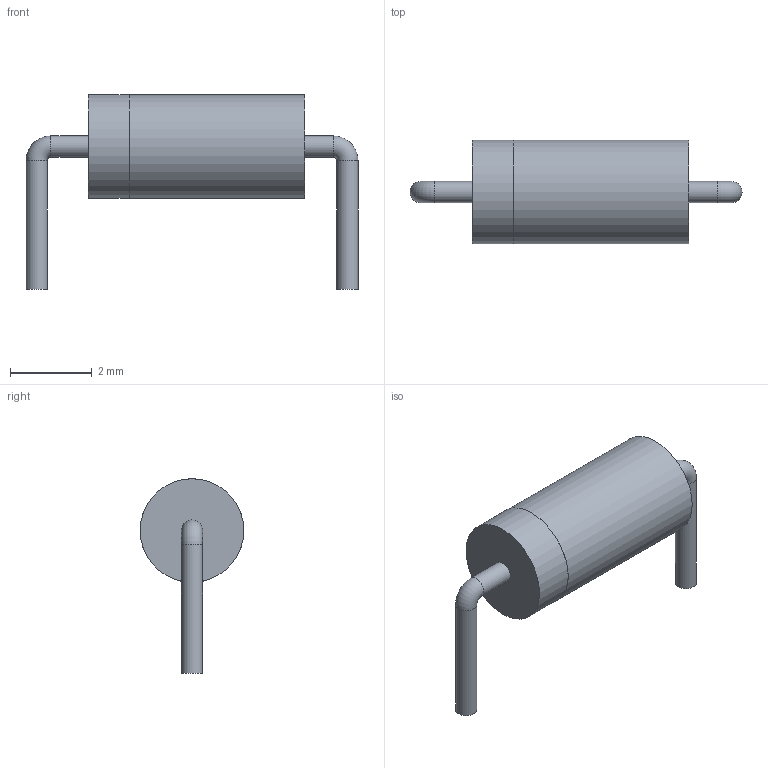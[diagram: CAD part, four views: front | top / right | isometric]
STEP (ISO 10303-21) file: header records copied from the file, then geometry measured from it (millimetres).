
FILE_DESCRIPTION(('FreeCAD Model'),'2;1');
FILE_NAME('Open CASCADE Shape Model','2022-02-12T10:33:31',('Author'),( ''),'Open CASCADE STEP processor 7.5','FreeCAD','Unknown');
FILE_SCHEMA(('AUTOMOTIVE_DESIGN { 1 0 10303 214 1 1 1 1 }'));
Length unit declared in the file: millimetre
Products named in the file (3): Sans_nom; Sweep; Pad001
Assembly tree (2 placements, depth 2):
  Sans_nom
    Sweep
    Pad001
Bounding box: 8.14 x 2.54 x 4.77 mm (x, y, z)
Volume: 29.9 mm3; surface area: 76.3 mm2
Topology: 2 solids, 2 shells, 14 faces, 20 edges, 12 vertices
Faces by surface type: cylinder 6, plane 6, torus 2
Full cylindrical faces by diameter (mm): 0.52 x4, 2.54 x1, 2.542 x1
Entity records: 650 total; most frequent: CARTESIAN_POINT 112, DIRECTION 95, ORIENTED_EDGE 40, PCURVE 40, DEFINITIONAL_REPRESENTATION 40, AXIS2_PLACEMENT_3D 31, LINE 27, VECTOR 27
